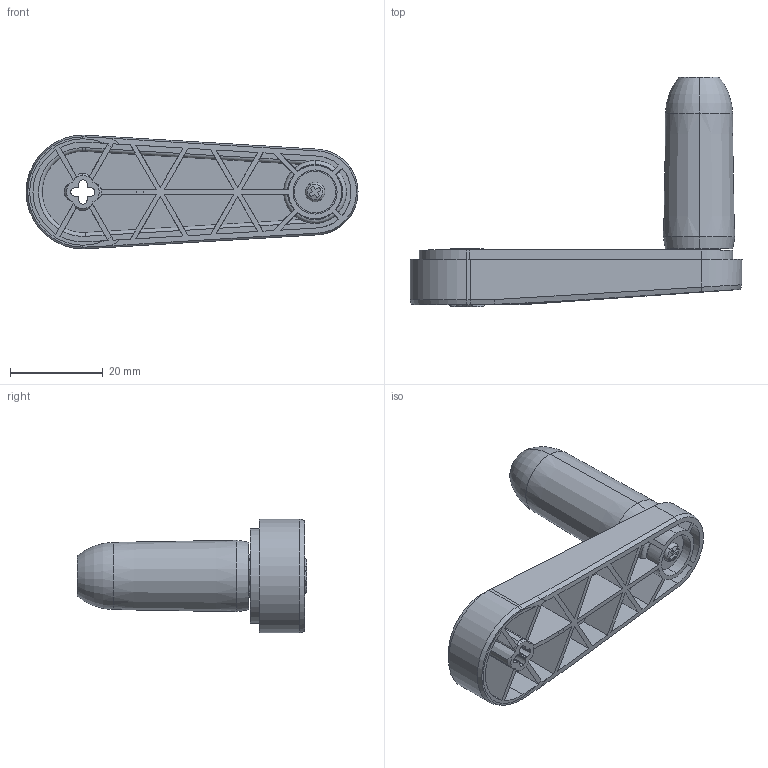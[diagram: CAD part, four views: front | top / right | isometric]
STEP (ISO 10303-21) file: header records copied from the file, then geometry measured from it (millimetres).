
FILE_DESCRIPTION (( 'STEP AP214' ), '1' );
FILE_NAME ('750-0999-072 Rev11.STEP', '2022-10-26T23:43:51', ( '' ), ( '' ), 'SwSTEP 2.0', 'SolidWorks 2021', '' );
FILE_SCHEMA (( 'AUTOMOTIVE_DESIGN' ));
Length unit declared in the file: millimetre
Products named in the file (1): 750-0999-072 Rev11
Bounding box: 71.5 x 49.5 x 24.5 mm (x, y, z)
Volume: 9989.3 mm3; surface area: 15048.5 mm2
Topology: 4 solids, 4 shells, 454 faces, 1254 edges, 828 vertices
Faces by surface type: plane 233, cylinder 122, cone 38, torus 30, bspline 29, sphere 2
Entity records: 17418 total; most frequent: CARTESIAN_POINT 5851, ORIENTED_EDGE 2508, DIRECTION 2180, EDGE_CURVE 1254, VERTEX_POINT 828, AXIS2_PLACEMENT_3D 779, LINE 622, VECTOR 622
